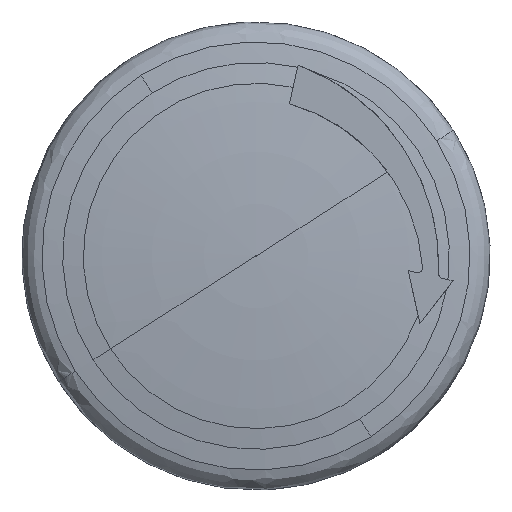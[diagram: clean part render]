
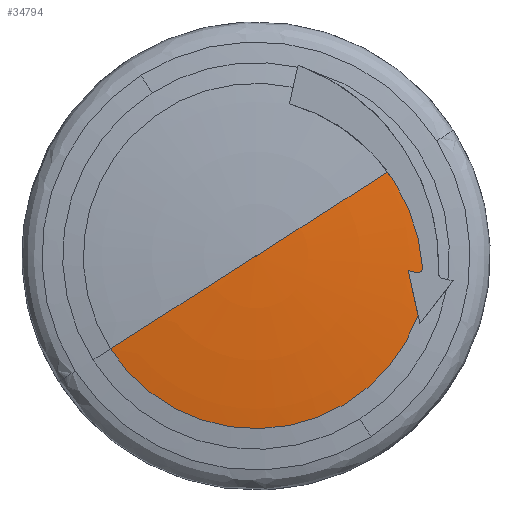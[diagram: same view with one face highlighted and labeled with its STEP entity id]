
A CAD part, front view. The second image highlights one B-rep face of the part: STEP entity #34794.
In plain terms, the highlighted toroidal (fillet/blend) face has major radius 0.009 mm and minor radius 184.941 mm.
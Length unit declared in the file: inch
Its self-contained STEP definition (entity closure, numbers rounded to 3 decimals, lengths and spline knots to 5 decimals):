
#594 = CARTESIAN_POINT ( 'NONE',  ( 0.79572, -1.37963, -0.06852 ) ) ;
#1900 = EDGE_CURVE ( 'NONE', #44779, #39711, #33414, .T. ) ;
#3215 = CARTESIAN_POINT ( 'NONE',  ( 0.79803, -1.37816, 0.18038 ) ) ;
#4299 = CARTESIAN_POINT ( 'NONE',  ( 0.81745, -1.37713, 0.10665 ) ) ;
#4458 = EDGE_CURVE ( 'NONE', #34550, #43473, #39460, .T. ) ;
#5721 = B_SPLINE_CURVE_WITH_KNOTS ( 'NONE', 3,
 ( #28892, #15088, #39792, #29977, #38033, #20528, #3215, #4299, #14952, #43804, #11520 ),
 .UNSPECIFIED., .F., .F.,
 ( 4, 2, 2, 1, 2, 4 ),
 ( -0.00184, -0.00039, 0.00106, 0.00396, 0.00686, 0.00976 ),
 .UNSPECIFIED. ) ;
#8305 = DIRECTION ( 'NONE',  ( -0.537, 0., 0.843 ) ) ;
#8564 = CARTESIAN_POINT ( 'NONE',  ( 0.69746, -1.3805, 0.38687 ) ) ;
#9593 = ORIENTED_EDGE ( 'NONE', *, *, #11183, .F. ) ;
#10420 = AXIS2_PLACEMENT_3D ( 'NONE', #17482, #13973, #14136 ) ;
#10525 = ORIENTED_EDGE ( 'NONE', *, *, #37884, .F. ) ;
#10702 = B_SPLINE_CURVE_WITH_KNOTS ( 'NONE', 3,
 ( #15793, #30069, #16254, #19728, #23214, #15940, #19420, #22744, #34297, #30383 ),
 .UNSPECIFIED., .F., .F.,
 ( 4, 2, 2, 2, 4 ),
 ( 0., 0.00029, 0.00059, 0.00088, 0.00118 ),
 .UNSPECIFIED. ) ;
#11025 = CARTESIAN_POINT ( 'NONE',  ( 0.78162, -1.3812, -0.0654 ) ) ;
#11058 = CARTESIAN_POINT ( 'NONE',  ( 0.84016, -1.37482, -0.04549 ) ) ;
#11183 = EDGE_CURVE ( 'NONE', #28633, #40124, #5721, .T. ) ;
#11520 = CARTESIAN_POINT ( 'NONE',  ( 0.84016, -1.37482, -0.04549 ) ) ;
#13973 = DIRECTION ( 'NONE',  ( 0.537, 0., -0.843 ) ) ;
#14136 = DIRECTION ( 'NONE',  ( -0.843, 0., -0.537 ) ) ;
#14952 = CARTESIAN_POINT ( 'NONE',  ( 0.83231, -1.37603, 0.03141 ) ) ;
#15088 = CARTESIAN_POINT ( 'NONE',  ( 0.70781, -1.38034, 0.37063 ) ) ;
#15116 = ORIENTED_EDGE ( 'NONE', *, *, #33961, .F. ) ;
#15425 = CARTESIAN_POINT ( 'NONE',  ( 0.68692, -1.38066, 0.40339 ) ) ;
#15793 = CARTESIAN_POINT ( 'NONE',  ( 0.84016, -1.37482, -0.04549 ) ) ;
#15940 = CARTESIAN_POINT ( 'NONE',  ( 0.82859, -1.37593, -0.06871 ) ) ;
#16086 = AXIS2_PLACEMENT_3D ( 'NONE', #31735, #27450, #42644 ) ;
#16254 = CARTESIAN_POINT ( 'NONE',  ( 0.83978, -1.3748, -0.05331 ) ) ;
#16566 = CARTESIAN_POINT ( 'NONE',  ( 0.80091, -1.37641, -0.21272 ) ) ;
#17482 = CARTESIAN_POINT ( 'NONE',  ( -0.0002, 5.85752, 0.01192 ) ) ;
#18477 = CARTESIAN_POINT ( 'NONE',  ( 0.80981, -1.37802, -0.07165 ) ) ;
#18479 = CARTESIAN_POINT ( 'NONE',  ( 0.66427, -1.38094, 0.43545 ) ) ;
#19167 = CARTESIAN_POINT ( 'NONE',  ( 0.00012, -1.42362, 0.01213 ) ) ;
#19420 = CARTESIAN_POINT ( 'NONE',  ( 0.82506, -1.37631, -0.07054 ) ) ;
#19711 = CARTESIAN_POINT ( 'NONE',  ( 0.76752, -1.38273, -0.06228 ) ) ;
#19728 = CARTESIAN_POINT ( 'NONE',  ( 0.8368, -1.37507, -0.06044 ) ) ;
#20024 = CARTESIAN_POINT ( 'NONE',  ( 0.76752, -1.38273, -0.06228 ) ) ;
#20155 = CARTESIAN_POINT ( 'NONE',  ( 0.81758, -1.37141, -0.28785 ) ) ;
#20189 = EDGE_CURVE ( 'NONE', #34894, #44779, #40137, .T. ) ;
#20528 = CARTESIAN_POINT ( 'NONE',  ( 0.76974, -1.37903, 0.25118 ) ) ;
#20908 = ORIENTED_EDGE ( 'NONE', *, *, #39718, .F. ) ;
#21744 = DIRECTION ( 'NONE',  ( 0., 1., 0. ) ) ;
#22473 = CARTESIAN_POINT ( 'NONE',  ( 0.69746, -1.3805, 0.38687 ) ) ;
#22740 = ORIENTED_EDGE ( 'NONE', *, *, #1900, .F. ) ;
#22744 = CARTESIAN_POINT ( 'NONE',  ( 0.81756, -1.37714, -0.07243 ) ) ;
#22950 = DIRECTION ( 'NONE',  ( 0.843, 0., 0.537 ) ) ;
#22992 = AXIS2_PLACEMENT_3D ( 'NONE', #44601, #8305, #33693 ) ;
#23012 = CARTESIAN_POINT ( 'NONE',  ( 0.80981, -1.37802, -0.07165 ) ) ;
#23214 = CARTESIAN_POINT ( 'NONE',  ( 0.83445, -1.37531, -0.06367 ) ) ;
#23495 = CIRCLE ( 'NONE', #10420, 7.28115 ) ;
#24356 = AXIS2_PLACEMENT_3D ( 'NONE', #32709, #21744, #36335 ) ;
#25131 = CARTESIAN_POINT ( 'NONE',  ( -0.0002, -1.42362, 0.01192 ) ) ;
#26062 = ORIENTED_EDGE ( 'NONE', *, *, #4458, .F. ) ;
#26093 = CARTESIAN_POINT ( 'NONE',  ( 0.76752, -1.38273, -0.06228 ) ) ;
#26329 = CARTESIAN_POINT ( 'NONE',  ( 0.81758, -1.37141, -0.28785 ) ) ;
#26505 = CARTESIAN_POINT ( 'NONE',  ( 0.67584, -1.38081, 0.41962 ) ) ;
#27450 = DIRECTION ( 'NONE',  ( 0., 1., 0. ) ) ;
#28633 = VERTEX_POINT ( 'NONE', #22473 ) ;
#28892 = CARTESIAN_POINT ( 'NONE',  ( 0.69746, -1.3805, 0.38687 ) ) ;
#29977 = CARTESIAN_POINT ( 'NONE',  ( 0.7363, -1.37982, 0.32032 ) ) ;
#30069 = CARTESIAN_POINT ( 'NONE',  ( 0.84043, -1.37475, -0.04939 ) ) ;
#30383 = CARTESIAN_POINT ( 'NONE',  ( 0.80981, -1.37802, -0.07165 ) ) ;
#30662 = EDGE_LOOP ( 'NONE', ( #26062, #20908, #44324, #15116, #22740, #34625, #10525, #9593, #43172 ) ) ;
#31735 = CARTESIAN_POINT ( 'NONE',  ( 0.00012, -1.37141, 0.01213 ) ) ;
#32013 = EDGE_CURVE ( 'NONE', #43473, #28633, #33109, .T. ) ;
#32183 = AXIS2_PLACEMENT_3D ( 'NONE', #19167, #44479, #22950 ) ;
#32551 = CARTESIAN_POINT ( 'NONE',  ( 0.00044, -1.42362, 0.01233 ) ) ;
#32709 = CARTESIAN_POINT ( 'NONE',  ( 0.00012, 5.85752, 0.01213 ) ) ;
#33109 = B_SPLINE_CURVE_WITH_KNOTS ( 'NONE', 3,
 ( #44824, #26505, #15425, #8564 ),
 .UNSPECIFIED., .F., .F.,
 ( 4, 4 ),
 ( -0.00332, -0.00184 ),
 .UNSPECIFIED. ) ;
#33414 = B_SPLINE_CURVE_WITH_KNOTS ( 'NONE', 3,
 ( #20024, #42351, #16566, #20155 ),
 .UNSPECIFIED., .F., .F.,
 ( 4, 4 ),
 ( -0.00192, 0.00396 ),
 .UNSPECIFIED. ) ;
#33693 = DIRECTION ( 'NONE',  ( 0.843, 0., 0.537 ) ) ;
#33961 = EDGE_CURVE ( 'NONE', #39711, #34121, #37526, .T. ) ;
#34121 = VERTEX_POINT ( 'NONE', #35813 ) ;
#34297 = CARTESIAN_POINT ( 'NONE',  ( 0.81362, -1.37759, -0.07249 ) ) ;
#34550 = VERTEX_POINT ( 'NONE', #32551 ) ;
#34625 = ORIENTED_EDGE ( 'NONE', *, *, #20189, .F. ) ;
#34794 = ADVANCED_FACE ( 'NONE', ( #46946 ), #45228, .T. ) ;
#34894 = VERTEX_POINT ( 'NONE', #23012 ) ;
#35813 = CARTESIAN_POINT ( 'NONE',  ( -0.73417, -1.37141, -0.4559 ) ) ;
#36335 = DIRECTION ( 'NONE',  ( -0.843, 0., -0.537 ) ) ;
#37526 = CIRCLE ( 'NONE', #16086, 0.87077 ) ;
#37884 = EDGE_CURVE ( 'NONE', #40124, #34894, #10702, .T. ) ;
#38033 = CARTESIAN_POINT ( 'NONE',  ( 0.74511, -1.37963, 0.30315 ) ) ;
#39460 = CIRCLE ( 'NONE', #22992, 7.28115 ) ;
#39711 = VERTEX_POINT ( 'NONE', #26329 ) ;
#39718 = EDGE_CURVE ( 'NONE', #42085, #34550, #42667, .T. ) ;
#39792 = CARTESIAN_POINT ( 'NONE',  ( 0.71765, -1.38018, 0.35407 ) ) ;
#40124 = VERTEX_POINT ( 'NONE', #11058 ) ;
#40137 = B_SPLINE_CURVE_WITH_KNOTS ( 'NONE', 3,
 ( #18477, #594, #11025, #26093 ),
 .UNSPECIFIED., .F., .F.,
 ( 4, 4 ),
 ( 0., 0.00111 ),
 .UNSPECIFIED. ) ;
#42085 = VERTEX_POINT ( 'NONE', #25131 ) ;
#42351 = CARTESIAN_POINT ( 'NONE',  ( 0.78422, -1.38019, -0.13752 ) ) ;
#42644 = DIRECTION ( 'NONE',  ( -0.537, 0., 0.843 ) ) ;
#42667 = CIRCLE ( 'NONE', #32183, 0.00038 ) ;
#43172 = ORIENTED_EDGE ( 'NONE', *, *, #32013, .F. ) ;
#43473 = VERTEX_POINT ( 'NONE', #18479 ) ;
#43804 = CARTESIAN_POINT ( 'NONE',  ( 0.83745, -1.37544, -0.00698 ) ) ;
#43850 = EDGE_CURVE ( 'NONE', #42085, #34121, #23495, .T. ) ;
#44324 = ORIENTED_EDGE ( 'NONE', *, *, #43850, .T. ) ;
#44479 = DIRECTION ( 'NONE',  ( 0., -1., 0. ) ) ;
#44601 = CARTESIAN_POINT ( 'NONE',  ( 0.00044, 5.85752, 0.01233 ) ) ;
#44779 = VERTEX_POINT ( 'NONE', #19711 ) ;
#44824 = CARTESIAN_POINT ( 'NONE',  ( 0.66427, -1.38094, 0.43545 ) ) ;
#45228 = TOROIDAL_SURFACE ( 'NONE', #24356, 0.00038, 7.28115 ) ;
#46946 = FACE_OUTER_BOUND ( 'NONE', #30662, .T. ) ;
